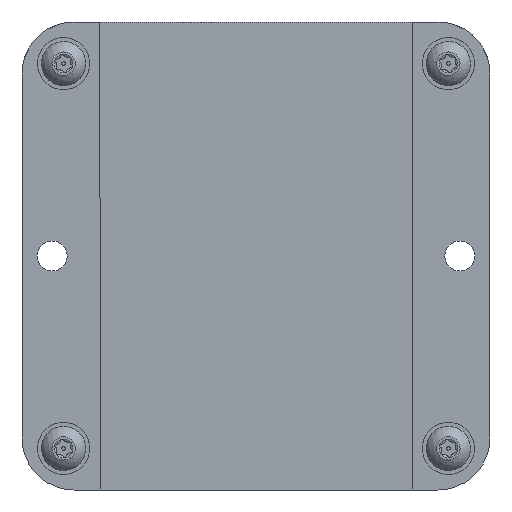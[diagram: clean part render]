
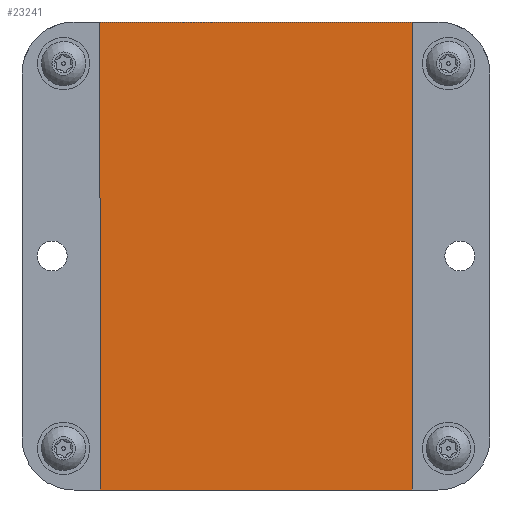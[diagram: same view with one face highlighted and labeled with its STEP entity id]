
A CAD part, front view. The second image highlights one B-rep face of the part: STEP entity #23241.
In plain terms, the highlighted planar face has unit normal (0, -1, 0).
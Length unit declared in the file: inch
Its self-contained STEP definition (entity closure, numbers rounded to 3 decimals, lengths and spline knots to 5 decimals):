
#756 = VECTOR ( 'NONE', #15125, 39.37008 ) ;
#5467 = CARTESIAN_POINT ( 'NONE',  ( -0.75, 0.025, -1.125 ) ) ;
#6765 = EDGE_CURVE ( 'NONE', #70231, #48514, #40119, .T. ) ;
#12542 = DIRECTION ( 'NONE',  ( 0., 0., -1. ) ) ;
#13386 = ORIENTED_EDGE ( 'NONE', *, *, #49631, .T. ) ;
#15125 = DIRECTION ( 'NONE',  ( 0., 0., 1. ) ) ;
#16258 = LINE ( 'NONE', #66666, #27419 ) ;
#16882 = VERTEX_POINT ( 'NONE', #51121 ) ;
#17993 = ORIENTED_EDGE ( 'NONE', *, *, #6765, .T. ) ;
#18127 = DIRECTION ( 'NONE',  ( 0., 0., -1. ) ) ;
#22868 = DIRECTION ( 'NONE',  ( 0., -1., 0. ) ) ;
#23241 = ADVANCED_FACE ( 'NONE', ( #34465 ), #62351, .T. ) ;
#27419 = VECTOR ( 'NONE', #50002, 39.37008 ) ;
#34465 = FACE_OUTER_BOUND ( 'NONE', #47759, .T. ) ;
#34810 = VERTEX_POINT ( 'NONE', #36556 ) ;
#35538 = CARTESIAN_POINT ( 'NONE',  ( 0., 0.025, 0. ) ) ;
#36556 = CARTESIAN_POINT ( 'NONE',  ( 0.75, 0.025, 1.125 ) ) ;
#38750 = DIRECTION ( 'NONE',  ( 1., 0., 0. ) ) ;
#39672 = ORIENTED_EDGE ( 'NONE', *, *, #71712, .T. ) ;
#40119 = LINE ( 'NONE', #62199, #69351 ) ;
#42651 = EDGE_CURVE ( 'NONE', #48514, #16882, #71340, .T. ) ;
#43567 = ORIENTED_EDGE ( 'NONE', *, *, #42651, .T. ) ;
#44944 = CARTESIAN_POINT ( 'NONE',  ( -0.75, 0.025, 1.125 ) ) ;
#47759 = EDGE_LOOP ( 'NONE', ( #17993, #43567, #39672, #13386 ) ) ;
#48030 = AXIS2_PLACEMENT_3D ( 'NONE', #35538, #22868, #18127 ) ;
#48514 = VERTEX_POINT ( 'NONE', #5467 ) ;
#49631 = EDGE_CURVE ( 'NONE', #34810, #70231, #16258, .T. ) ;
#50002 = DIRECTION ( 'NONE',  ( -1., 0., 0. ) ) ;
#51121 = CARTESIAN_POINT ( 'NONE',  ( 0.75, 0.025, -1.125 ) ) ;
#60092 = CARTESIAN_POINT ( 'NONE',  ( -0.75, 0.025, -1.125 ) ) ;
#60439 = CARTESIAN_POINT ( 'NONE',  ( 0.75, 0.025, 1.125 ) ) ;
#62199 = CARTESIAN_POINT ( 'NONE',  ( -0.75, 0.025, 1.125 ) ) ;
#62351 = PLANE ( 'NONE',  #48030 ) ;
#65134 = VECTOR ( 'NONE', #38750, 39.37008 ) ;
#66666 = CARTESIAN_POINT ( 'NONE',  ( -0.75, 0.025, 1.125 ) ) ;
#69351 = VECTOR ( 'NONE', #12542, 39.37008 ) ;
#70231 = VERTEX_POINT ( 'NONE', #44944 ) ;
#70962 = LINE ( 'NONE', #60439, #756 ) ;
#71340 = LINE ( 'NONE', #60092, #65134 ) ;
#71712 = EDGE_CURVE ( 'NONE', #16882, #34810, #70962, .T. ) ;
